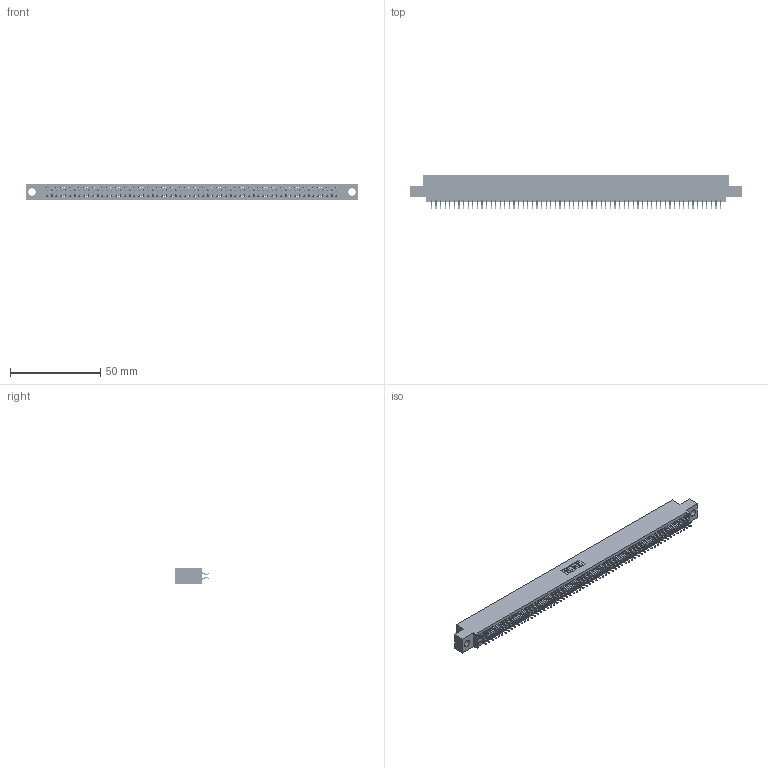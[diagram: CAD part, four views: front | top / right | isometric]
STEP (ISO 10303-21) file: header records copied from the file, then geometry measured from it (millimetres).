
FILE_DESCRIPTION (( 'STEP AP203' ), '1' );
FILE_NAME ('345-128-556-504.STEP', '2021-05-25T20:07:05', ( '' ), ( '' ), 'SwSTEP 2.0', 'SolidWorks 2020', '' );
FILE_SCHEMA (( 'CONFIG_CONTROL_DESIGN' ));
Length unit declared in the file: inch
Products named in the file (3): 345-128-556-504; 345-292-001_556 Tail; 345 Part_0.110 Offset - 0.156 Dia-TI
Assembly tree (129 placements, depth 2):
  345-128-556-504
    345 Part_0.110 Offset - 0.156 Dia-TI
    345-292-001_556 Tail  x128
Bounding box: 183.77 x 19.24 x 9.4 mm (x, y, z)
Volume: 17871.3 mm3; surface area: 26675.3 mm2
Topology: 129 solids, 129 shells, 7312 faces, 21765 edges, 14338 vertices
Faces by surface type: plane 4834, cylinder 2478
Entity records: 48025 total; most frequent: CARTESIAN_POINT 8050, ORIENTED_EDGE 7970, DIRECTION 7057, EDGE_CURVE 3985, VECTOR 3589, LINE 3589, VERTEX_POINT 2654, AXIS2_PLACEMENT_3D 1734
